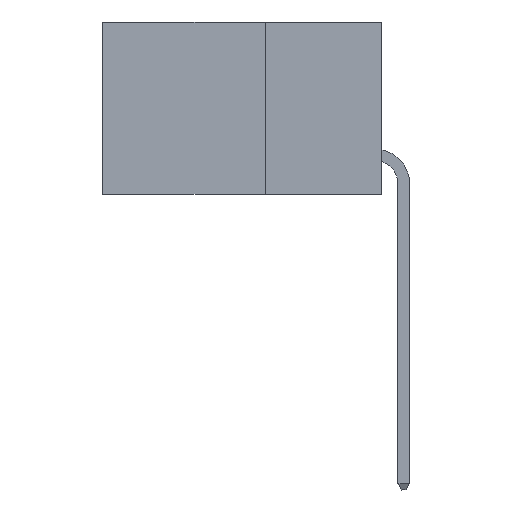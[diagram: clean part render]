
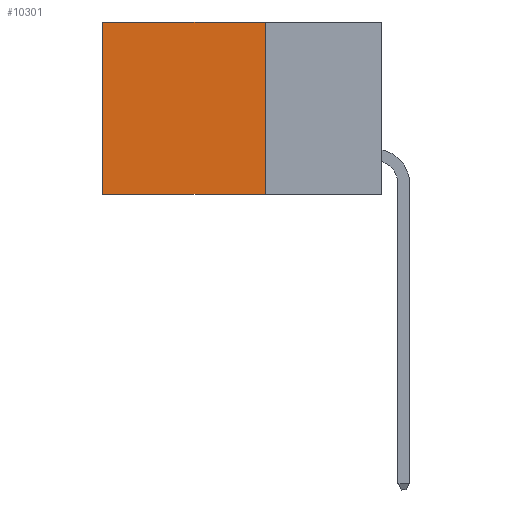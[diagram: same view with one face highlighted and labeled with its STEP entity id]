
A CAD part, left-side view. The second image highlights one B-rep face of the part: STEP entity #10301.
In plain terms, the highlighted planar face has unit normal (-1, 0, 0).
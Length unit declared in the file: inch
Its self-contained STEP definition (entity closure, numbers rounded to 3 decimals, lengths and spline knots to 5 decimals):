
#93 = LINE ( 'NONE', #5238, #4963 ) ;
#176 = EDGE_CURVE ( 'NONE', #8810, #2886, #5086, .T. ) ;
#249 = ORIENTED_EDGE ( 'NONE', *, *, #2506, .F. ) ;
#477 = CARTESIAN_POINT ( 'NONE',  ( 0.2875, 0.6, 0. ) ) ;
#1227 = CARTESIAN_POINT ( 'NONE',  ( 0.2875, 0.25, 0. ) ) ;
#1321 = VERTEX_POINT ( 'NONE', #6578 ) ;
#2126 = CARTESIAN_POINT ( 'NONE',  ( 0.2875, 0.25, -0.37 ) ) ;
#2272 = DIRECTION ( 'NONE',  ( 0., 0., -1. ) ) ;
#2506 = EDGE_CURVE ( 'NONE', #4372, #1321, #6777, .T. ) ;
#2886 = VERTEX_POINT ( 'NONE', #477 ) ;
#3343 = DIRECTION ( 'NONE',  ( 0., 1., 0. ) ) ;
#3522 = DIRECTION ( 'NONE',  ( 0., 1., 0. ) ) ;
#3611 = CARTESIAN_POINT ( 'NONE',  ( 0.2875, 0.6, 0. ) ) ;
#3635 = CARTESIAN_POINT ( 'NONE',  ( 0.2875, 0.25, 0. ) ) ;
#3636 = CARTESIAN_POINT ( 'NONE',  ( 0.2875, 0.25, 0. ) ) ;
#4141 = PLANE ( 'NONE',  #9063 ) ;
#4372 = VERTEX_POINT ( 'NONE', #9652 ) ;
#4897 = EDGE_CURVE ( 'NONE', #8810, #4372, #93, .T. ) ;
#4963 = VECTOR ( 'NONE', #6093, 39.37008 ) ;
#5086 = LINE ( 'NONE', #3636, #6822 ) ;
#5238 = CARTESIAN_POINT ( 'NONE',  ( 0.2875, 0.25, 0. ) ) ;
#5257 = ORIENTED_EDGE ( 'NONE', *, *, #176, .T. ) ;
#5943 = FACE_OUTER_BOUND ( 'NONE', #9269, .T. ) ;
#6093 = DIRECTION ( 'NONE',  ( 0., 0., -1. ) ) ;
#6578 = CARTESIAN_POINT ( 'NONE',  ( 0.2875, 0.6, -0.37 ) ) ;
#6777 = LINE ( 'NONE', #2126, #10752 ) ;
#6822 = VECTOR ( 'NONE', #3522, 39.37008 ) ;
#7634 = DIRECTION ( 'NONE',  ( 1., 0., 0. ) ) ;
#7853 = LINE ( 'NONE', #3611, #10180 ) ;
#8026 = ORIENTED_EDGE ( 'NONE', *, *, #8061, .T. ) ;
#8061 = EDGE_CURVE ( 'NONE', #2886, #1321, #7853, .T. ) ;
#8810 = VERTEX_POINT ( 'NONE', #3635 ) ;
#9063 = AXIS2_PLACEMENT_3D ( 'NONE', #1227, #7634, #2272 ) ;
#9142 = ORIENTED_EDGE ( 'NONE', *, *, #4897, .F. ) ;
#9269 = EDGE_LOOP ( 'NONE', ( #8026, #249, #9142, #5257 ) ) ;
#9531 = DIRECTION ( 'NONE',  ( 0., 0., -1. ) ) ;
#9652 = CARTESIAN_POINT ( 'NONE',  ( 0.2875, 0.25, -0.37 ) ) ;
#10180 = VECTOR ( 'NONE', #9531, 39.37008 ) ;
#10301 = ADVANCED_FACE ( 'NONE', ( #5943 ), #4141, .F. ) ;
#10752 = VECTOR ( 'NONE', #3343, 39.37008 ) ;
